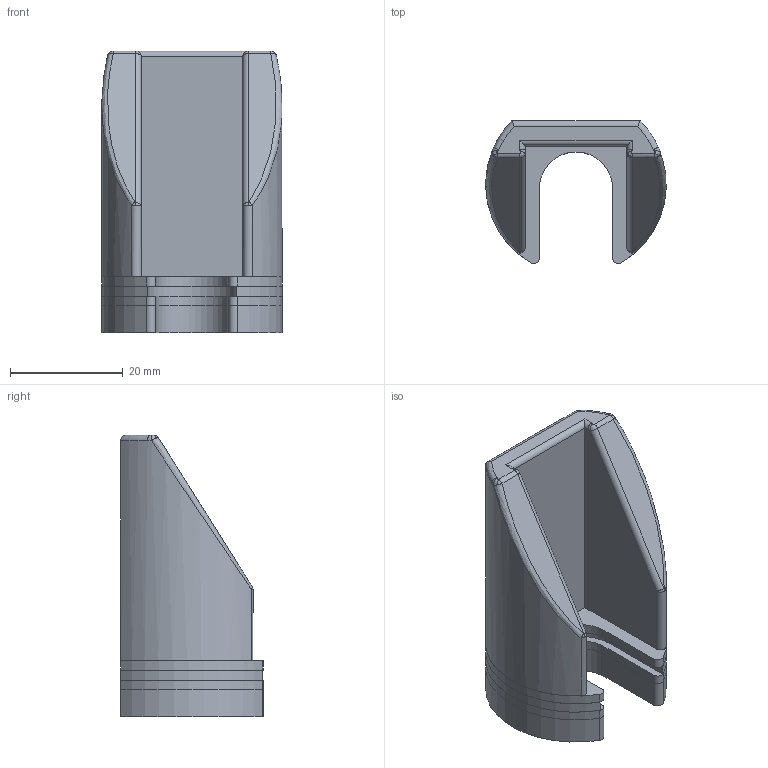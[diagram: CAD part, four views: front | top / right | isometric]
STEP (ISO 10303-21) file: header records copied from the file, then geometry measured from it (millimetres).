
FILE_DESCRIPTION(('FreeCAD Model'),'2;1');
FILE_NAME('Open CASCADE Shape Model','2025-11-18T14:43:58',('Author'),( ''),'Open CASCADE STEP processor 7.8','FreeCAD','Unknown');
FILE_SCHEMA(('AUTOMOTIVE_DESIGN { 1 0 10303 214 1 1 1 1 }'));
Length unit declared in the file: millimetre
Products named in the file (6): Part; sketch#3; sketch#1; sketch#2b; sketch#2a; sketch#4
Assembly tree (5 placements, depth 2):
  Part
    sketch#3
    sketch#1
    sketch#2b
    sketch#2a
    sketch#4
Bounding box: 31.99 x 25.27 x 50 mm (x, y, z)
Volume: 15511 mm3; surface area: 10051.7 mm2
Topology: 5 solids, 5 shells, 84 faces, 206 edges, 128 vertices
Faces by surface type: cylinder 38, plane 28, bspline 16, torus 2
Full cylindrical faces by diameter (mm): 2.8 x8
Entity records: 5885 total; most frequent: CARTESIAN_POINT 3897, ORIENTED_EDGE 404, DIRECTION 368, EDGE_CURVE 202, AXIS2_PLACEMENT_3D 139, VERTEX_POINT 128, FACE_BOUND 100, EDGE_LOOP 100
